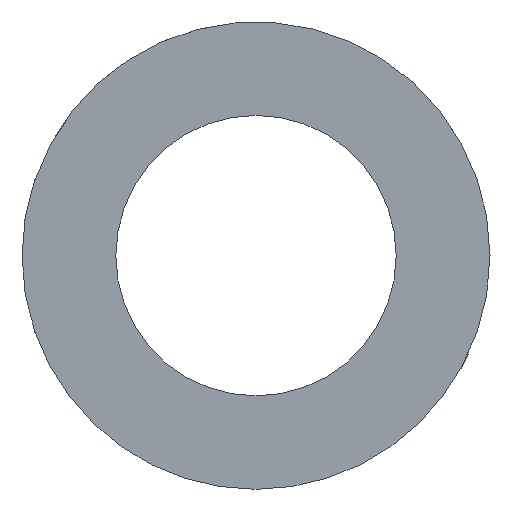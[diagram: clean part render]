
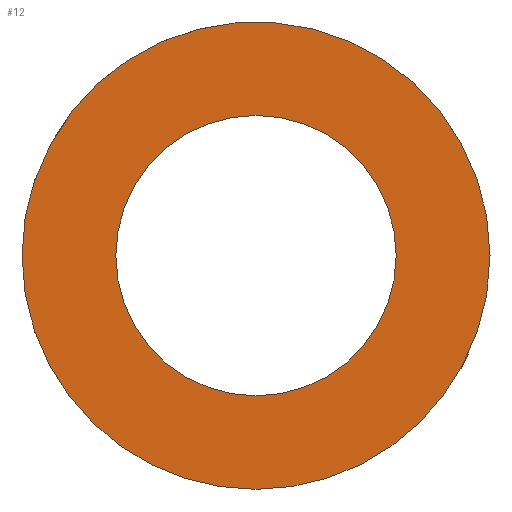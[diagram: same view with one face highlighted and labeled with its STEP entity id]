
A CAD part, front view. The second image highlights one B-rep face of the part: STEP entity #12.
In plain terms, the highlighted planar face has unit normal (0, -1, 0).
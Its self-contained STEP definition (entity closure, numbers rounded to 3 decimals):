
#4 = ORIENTED_EDGE ( 'NONE', *, *, #707, .F. ) ;
#12 = ADVANCED_FACE ( 'NONE', ( #120, #418 ), #339, .F. ) ;
#13 = VERTEX_POINT ( 'NONE', #621 ) ;
#15 = CARTESIAN_POINT ( 'NONE',  ( 0., 0., -7.5 ) ) ;
#34 = ORIENTED_EDGE ( 'NONE', *, *, #289, .F. ) ;
#35 = DIRECTION ( 'NONE',  ( 0., 1., 0. ) ) ;
#48 = CIRCLE ( 'NONE', #153, 4.5 ) ;
#49 = EDGE_CURVE ( 'NONE', #686, #723, #129, .T. ) ;
#56 = VECTOR ( 'NONE', #698, 1000. ) ;
#61 = DIRECTION ( 'NONE',  ( 0., 1., 0. ) ) ;
#78 = CARTESIAN_POINT ( 'NONE',  ( 7.072, 0., -2.496 ) ) ;
#91 = EDGE_CURVE ( 'NONE', #686, #13, #457, .T. ) ;
#94 = DIRECTION ( 'NONE',  ( 0., 0., 1. ) ) ;
#110 = VERTEX_POINT ( 'NONE', #199 ) ;
#114 = CARTESIAN_POINT ( 'NONE',  ( 0., 0., -4.5 ) ) ;
#118 = DIRECTION ( 'NONE',  ( 0., 0., 1. ) ) ;
#120 = FACE_BOUND ( 'NONE', #631, .T. ) ;
#129 = CIRCLE ( 'NONE', #517, 7.5 ) ;
#150 = DIRECTION ( 'NONE',  ( 0., 1., 0. ) ) ;
#153 = AXIS2_PLACEMENT_3D ( 'NONE', #309, #61, #118 ) ;
#158 = CARTESIAN_POINT ( 'NONE',  ( -7.095, 0., 2.453 ) ) ;
#159 = ORIENTED_EDGE ( 'NONE', *, *, #477, .F. ) ;
#160 = VECTOR ( 'NONE', #396, 1000. ) ;
#161 = DIRECTION ( 'NONE',  ( 0., 1., 0. ) ) ;
#167 = CARTESIAN_POINT ( 'NONE',  ( -7.091, 0., 2.452 ) ) ;
#169 = B_SPLINE_CURVE_WITH_KNOTS ( 'NONE', 3,
 ( #277, #167, #158, #699 ),
 .UNSPECIFIED., .F., .F.,
 ( 4, 4 ),
 ( 0., 1. ),
 .UNSPECIFIED. ) ;
#170 = VECTOR ( 'NONE', #479, 1000. ) ;
#174 = VERTEX_POINT ( 'NONE', #176 ) ;
#176 = CARTESIAN_POINT ( 'NONE',  ( 7.082, 0., 2.5 ) ) ;
#188 = VERTEX_POINT ( 'NONE', #298 ) ;
#199 = CARTESIAN_POINT ( 'NONE',  ( -7.087, 0., -2.454 ) ) ;
#204 = CARTESIAN_POINT ( 'NONE',  ( 0., 0., 4.5 ) ) ;
#213 = DIRECTION ( 'NONE',  ( 0., 1., 0. ) ) ;
#224 = CARTESIAN_POINT ( 'NONE',  ( 0., 0., 0. ) ) ;
#228 = DIRECTION ( 'NONE',  ( 0., 0., 1. ) ) ;
#249 = AXIS2_PLACEMENT_3D ( 'NONE', #531, #535, #228 ) ;
#264 = DIRECTION ( 'NONE',  ( 0., 1., 0. ) ) ;
#268 = CARTESIAN_POINT ( 'NONE',  ( 0., 0., 0. ) ) ;
#275 = ORIENTED_EDGE ( 'NONE', *, *, #49, .F. ) ;
#277 = CARTESIAN_POINT ( 'NONE',  ( -7.088, 0., 2.451 ) ) ;
#278 = VERTEX_POINT ( 'NONE', #204 ) ;
#289 = EDGE_CURVE ( 'NONE', #174, #13, #591, .T. ) ;
#298 = CARTESIAN_POINT ( 'NONE',  ( -7.088, 0., 2.451 ) ) ;
#309 = CARTESIAN_POINT ( 'NONE',  ( 0., 0., 0. ) ) ;
#312 = CARTESIAN_POINT ( 'NONE',  ( 7.072, 0., 2.496 ) ) ;
#322 = LINE ( 'NONE', #403, #56 ) ;
#327 = CARTESIAN_POINT ( 'NONE',  ( 0., 0., 0. ) ) ;
#337 = VERTEX_POINT ( 'NONE', #770 ) ;
#339 = PLANE ( 'NONE',  #650 ) ;
#343 = CARTESIAN_POINT ( 'NONE',  ( -7.098, 0., 2.454 ) ) ;
#355 = CARTESIAN_POINT ( 'NONE',  ( 0., 0., 0. ) ) ;
#365 = DIRECTION ( 'NONE',  ( 0., 0., 1. ) ) ;
#367 = AXIS2_PLACEMENT_3D ( 'NONE', #355, #161, #94 ) ;
#372 = CIRCLE ( 'NONE', #577, 7.51 ) ;
#380 = LINE ( 'NONE', #689, #170 ) ;
#396 = DIRECTION ( 'NONE',  ( 0.943, 0., -0.333 ) ) ;
#403 = CARTESIAN_POINT ( 'NONE',  ( -7.087, 0., -2.454 ) ) ;
#418 = FACE_OUTER_BOUND ( 'NONE', #761, .T. ) ;
#421 = EDGE_CURVE ( 'NONE', #188, #734, #169, .T. ) ;
#432 = CIRCLE ( 'NONE', #249, 7.5 ) ;
#447 = ORIENTED_EDGE ( 'NONE', *, *, #503, .T. ) ;
#457 = LINE ( 'NONE', #78, #160 ) ;
#474 = EDGE_CURVE ( 'NONE', #523, #278, #605, .T. ) ;
#477 = EDGE_CURVE ( 'NONE', #539, #174, #380, .T. ) ;
#479 = DIRECTION ( 'NONE',  ( 0.943, 0., 0.333 ) ) ;
#503 = EDGE_CURVE ( 'NONE', #278, #523, #48, .T. ) ;
#517 = AXIS2_PLACEMENT_3D ( 'NONE', #224, #213, #646 ) ;
#523 = VERTEX_POINT ( 'NONE', #114 ) ;
#527 = DIRECTION ( 'NONE',  ( 0., 0., -1. ) ) ;
#531 = CARTESIAN_POINT ( 'NONE',  ( 0., 0., 0. ) ) ;
#535 = DIRECTION ( 'NONE',  ( 0., 1., 0. ) ) ;
#539 = VERTEX_POINT ( 'NONE', #312 ) ;
#577 = AXIS2_PLACEMENT_3D ( 'NONE', #752, #150, #756 ) ;
#579 = CARTESIAN_POINT ( 'NONE',  ( 7.072, 0., -2.496 ) ) ;
#591 = CIRCLE ( 'NONE', #597, 7.51 ) ;
#593 = ORIENTED_EDGE ( 'NONE', *, *, #91, .T. ) ;
#596 = ORIENTED_EDGE ( 'NONE', *, *, #743, .F. ) ;
#597 = AXIS2_PLACEMENT_3D ( 'NONE', #327, #741, #527 ) ;
#605 = CIRCLE ( 'NONE', #780, 4.5 ) ;
#608 = ORIENTED_EDGE ( 'NONE', *, *, #760, .F. ) ;
#621 = CARTESIAN_POINT ( 'NONE',  ( 7.082, 0., -2.5 ) ) ;
#630 = ORIENTED_EDGE ( 'NONE', *, *, #474, .T. ) ;
#631 = EDGE_LOOP ( 'NONE', ( #630, #447 ) ) ;
#646 = DIRECTION ( 'NONE',  ( 0., 0., 1. ) ) ;
#650 = AXIS2_PLACEMENT_3D ( 'NONE', #268, #264, #746 ) ;
#686 = VERTEX_POINT ( 'NONE', #579 ) ;
#689 = CARTESIAN_POINT ( 'NONE',  ( 7.072, 0., 2.496 ) ) ;
#696 = CARTESIAN_POINT ( 'NONE',  ( 0., 0., 0. ) ) ;
#698 = DIRECTION ( 'NONE',  ( -0.945, 0., -0.327 ) ) ;
#699 = CARTESIAN_POINT ( 'NONE',  ( -7.098, 0., 2.454 ) ) ;
#707 = EDGE_CURVE ( 'NONE', #337, #734, #372, .T. ) ;
#722 = EDGE_CURVE ( 'NONE', #110, #337, #322, .T. ) ;
#723 = VERTEX_POINT ( 'NONE', #15 ) ;
#734 = VERTEX_POINT ( 'NONE', #343 ) ;
#741 = DIRECTION ( 'NONE',  ( 0., 1., 0. ) ) ;
#742 = ORIENTED_EDGE ( 'NONE', *, *, #421, .T. ) ;
#743 = EDGE_CURVE ( 'NONE', #188, #539, #432, .T. ) ;
#746 = DIRECTION ( 'NONE',  ( 0., 0., 1. ) ) ;
#752 = CARTESIAN_POINT ( 'NONE',  ( 0., 0., 0. ) ) ;
#756 = DIRECTION ( 'NONE',  ( 0., 0., -1. ) ) ;
#758 = ORIENTED_EDGE ( 'NONE', *, *, #722, .F. ) ;
#760 = EDGE_CURVE ( 'NONE', #723, #110, #781, .T. ) ;
#761 = EDGE_LOOP ( 'NONE', ( #275, #593, #34, #159, #596, #742, #4, #758, #608 ) ) ;
#770 = CARTESIAN_POINT ( 'NONE',  ( -7.097, 0., -2.457 ) ) ;
#780 = AXIS2_PLACEMENT_3D ( 'NONE', #696, #35, #365 ) ;
#781 = CIRCLE ( 'NONE', #367, 7.5 ) ;
